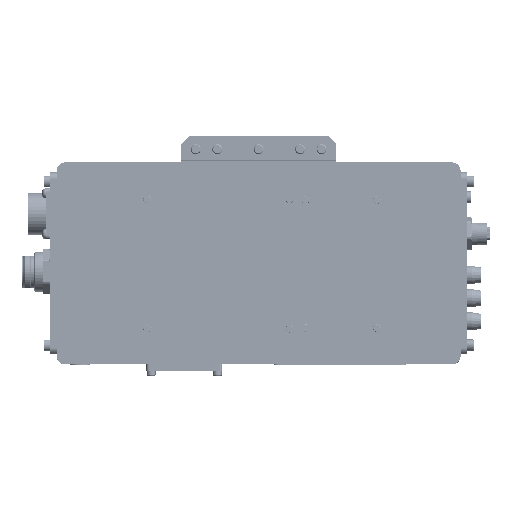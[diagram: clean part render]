
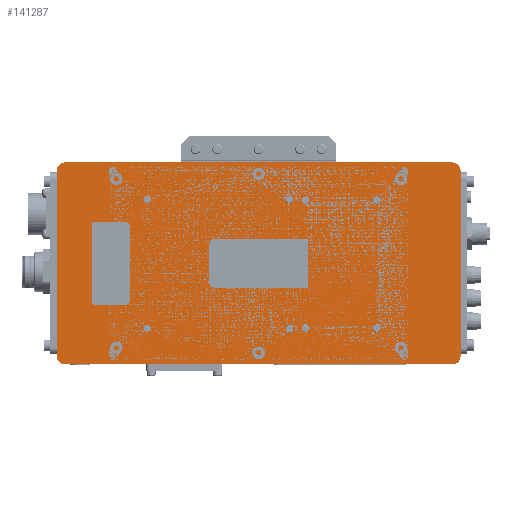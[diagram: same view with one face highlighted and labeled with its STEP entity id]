
A CAD part, top view. The second image highlights one B-rep face of the part: STEP entity #141287.
In plain terms, the highlighted planar face has unit normal (0, 0, 1).
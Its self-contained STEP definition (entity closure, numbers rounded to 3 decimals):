
#8191 = CARTESIAN_POINT ( 'NONE',  ( 117., -8., 50. ) ) ;
#11045 = EDGE_CURVE ( 'NONE', #96266, #152257, #273077, .T. ) ;
#14772 = DIRECTION ( 'NONE',  ( 0., -1., 0. ) ) ;
#32103 = VERTEX_POINT ( 'NONE', #41366 ) ;
#32116 = CARTESIAN_POINT ( 'NONE',  ( -122., -125., 50. ) ) ;
#39991 = DIRECTION ( 'NONE',  ( -1., 0., 0. ) ) ;
#41366 = CARTESIAN_POINT ( 'NONE',  ( -122., -125., 50. ) ) ;
#50806 = AXIS2_PLACEMENT_3D ( 'NONE', #278562, #324062, #196256 ) ;
#51782 = PLANE ( 'NONE',  #301670 ) ;
#53891 = AXIS2_PLACEMENT_3D ( 'NONE', #284545, #281233, #208896 ) ;
#61109 = CARTESIAN_POINT ( 'NONE',  ( -122., -13., 50. ) ) ;
#63521 = DIRECTION ( 'NONE',  ( 0., 1., 0. ) ) ;
#65827 = CARTESIAN_POINT ( 'NONE',  ( -117., -8., 50. ) ) ;
#68000 = AXIS2_PLACEMENT_3D ( 'NONE', #287780, #262503, #77550 ) ;
#75344 = DIRECTION ( 'NONE',  ( -1., 0., 0. ) ) ;
#76163 = VECTOR ( 'NONE', #39991, 1000. ) ;
#77550 = DIRECTION ( 'NONE',  ( -1., 0., 0. ) ) ;
#84213 = LINE ( 'NONE', #32116, #155647 ) ;
#87102 = LINE ( 'NONE', #324156, #235136 ) ;
#88521 = CIRCLE ( 'NONE', #50806, 5. ) ;
#93118 = DIRECTION ( 'NONE',  ( 1., 0., 0. ) ) ;
#96266 = VERTEX_POINT ( 'NONE', #325609 ) ;
#98078 = CARTESIAN_POINT ( 'NONE',  ( 122., -125., 50. ) ) ;
#117756 = VERTEX_POINT ( 'NONE', #98078 ) ;
#119565 = EDGE_CURVE ( 'NONE', #32103, #96266, #125533, .T. ) ;
#125189 = ORIENTED_EDGE ( 'NONE', *, *, #154801, .T. ) ;
#125533 = CIRCLE ( 'NONE', #168514, 5. ) ;
#125981 = ORIENTED_EDGE ( 'NONE', *, *, #119565, .T. ) ;
#127173 = DIRECTION ( 'NONE',  ( 0., 0., 1. ) ) ;
#133134 = EDGE_CURVE ( 'NONE', #325133, #32103, #84213, .T. ) ;
#141287 = ADVANCED_FACE ( 'NONE', ( #203244 ), #51782, .F. ) ;
#149373 = VERTEX_POINT ( 'NONE', #242570 ) ;
#152257 = VERTEX_POINT ( 'NONE', #305406 ) ;
#154801 = EDGE_CURVE ( 'NONE', #117756, #149373, #87102, .T. ) ;
#155647 = VECTOR ( 'NONE', #14772, 1000. ) ;
#161513 = ORIENTED_EDGE ( 'NONE', *, *, #11045, .T. ) ;
#167771 = CARTESIAN_POINT ( 'NONE',  ( 47., -8., 50. ) ) ;
#168514 = AXIS2_PLACEMENT_3D ( 'NONE', #253321, #127173, #177602 ) ;
#170057 = EDGE_CURVE ( 'NONE', #294024, #218173, #270388, .T. ) ;
#174695 = CARTESIAN_POINT ( 'NONE',  ( 117., -125., 50. ) ) ;
#177602 = DIRECTION ( 'NONE',  ( -1., 0., 0. ) ) ;
#180035 = ORIENTED_EDGE ( 'NONE', *, *, #251863, .T. ) ;
#191249 = EDGE_CURVE ( 'NONE', #149373, #294024, #88521, .T. ) ;
#194192 = ORIENTED_EDGE ( 'NONE', *, *, #303836, .T. ) ;
#195733 = CARTESIAN_POINT ( 'NONE',  ( 117., -130., 50. ) ) ;
#196256 = DIRECTION ( 'NONE',  ( -1., 0., 0. ) ) ;
#198967 = CIRCLE ( 'NONE', #53891, 5. ) ;
#203244 = FACE_OUTER_BOUND ( 'NONE', #279615, .T. ) ;
#208896 = DIRECTION ( 'NONE',  ( -1., 0., 0. ) ) ;
#210210 = ORIENTED_EDGE ( 'NONE', *, *, #133134, .T. ) ;
#212095 = VECTOR ( 'NONE', #93118, 1000. ) ;
#213083 = CIRCLE ( 'NONE', #68000, 5. ) ;
#218173 = VERTEX_POINT ( 'NONE', #65827 ) ;
#220137 = ORIENTED_EDGE ( 'NONE', *, *, #170057, .T. ) ;
#235136 = VECTOR ( 'NONE', #63521, 1000. ) ;
#242570 = CARTESIAN_POINT ( 'NONE',  ( 122., -13., 50. ) ) ;
#251863 = EDGE_CURVE ( 'NONE', #218173, #325133, #213083, .T. ) ;
#253321 = CARTESIAN_POINT ( 'NONE',  ( -117., -125., 50. ) ) ;
#262503 = DIRECTION ( 'NONE',  ( 0., 0., 1. ) ) ;
#270388 = LINE ( 'NONE', #167771, #76163 ) ;
#273077 = LINE ( 'NONE', #195733, #212095 ) ;
#278562 = CARTESIAN_POINT ( 'NONE',  ( 117., -13., 50. ) ) ;
#279615 = EDGE_LOOP ( 'NONE', ( #220137, #180035, #210210, #125981, #161513, #194192, #125189, #314663 ) ) ;
#281233 = DIRECTION ( 'NONE',  ( 0., 0., 1. ) ) ;
#284545 = CARTESIAN_POINT ( 'NONE',  ( 117., -125., 50. ) ) ;
#287780 = CARTESIAN_POINT ( 'NONE',  ( -117., -13., 50. ) ) ;
#294024 = VERTEX_POINT ( 'NONE', #8191 ) ;
#301670 = AXIS2_PLACEMENT_3D ( 'NONE', #174695, #305811, #75344 ) ;
#303836 = EDGE_CURVE ( 'NONE', #152257, #117756, #198967, .T. ) ;
#305406 = CARTESIAN_POINT ( 'NONE',  ( 117., -130., 50. ) ) ;
#305811 = DIRECTION ( 'NONE',  ( 0., 0., -1. ) ) ;
#314663 = ORIENTED_EDGE ( 'NONE', *, *, #191249, .T. ) ;
#324062 = DIRECTION ( 'NONE',  ( 0., 0., 1. ) ) ;
#324156 = CARTESIAN_POINT ( 'NONE',  ( 122., -13., 50. ) ) ;
#325133 = VERTEX_POINT ( 'NONE', #61109 ) ;
#325609 = CARTESIAN_POINT ( 'NONE',  ( -117., -130., 50. ) ) ;
